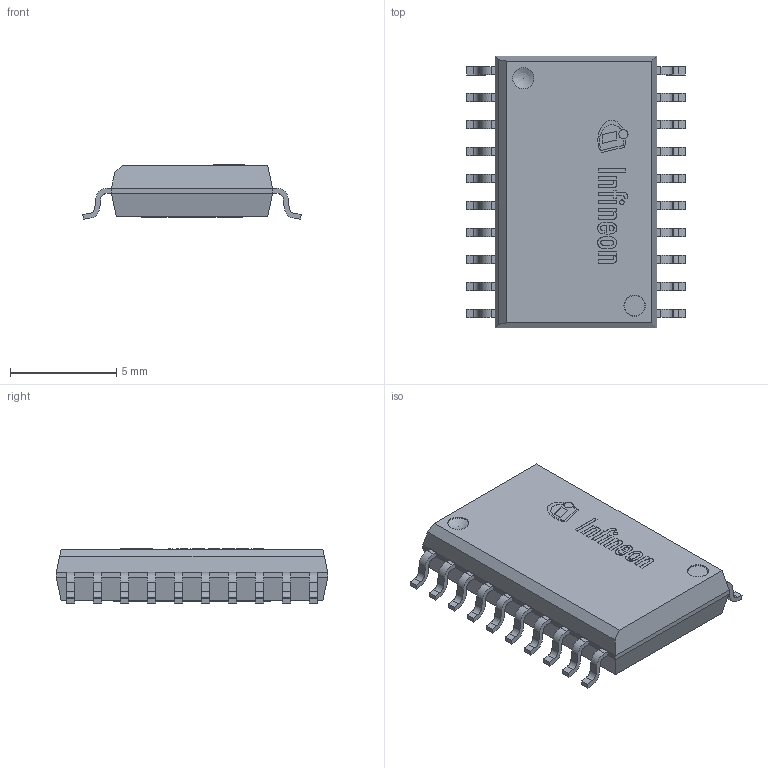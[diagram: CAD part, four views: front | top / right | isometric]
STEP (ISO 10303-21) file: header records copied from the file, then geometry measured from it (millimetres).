
FILE_DESCRIPTION(/* description */ (''),/* implementation_level */ '2;1');
FILE_NAME(/* name */ '1.stp',/* time_stamp */ '2024-05-08T17:29:39+05:30',/* author */ ('sivamani'),/* organization */ (''),/* preprocessor_version */ 'ST-DEVELOPER v19.2',/* originating_system */ 'AutoCAD Mechanical',/* authorisation */ '');
FILE_SCHEMA (('AUTOMOTIVE_DESIGN { 1 0 10303 214 3 1 1 }'));
Length unit declared in the file: millimetre
Products named in the file (1): Product
Bounding box: 10.3 x 12.8 x 2.56 mm (x, y, z)
Volume: 229.8 mm3; surface area: 796.1 mm2
Topology: 37 solids, 37 shells, 459 faces, 1143 edges, 761 vertices
Faces by surface type: plane 334, cylinder 101, bspline 19, sphere 3, torus 2
Full cylindrical faces by diameter (mm): 0.213 x1, 0.438 x1, 1 x5
Entity records: 13842 total; most frequent: CARTESIAN_POINT 2759, ORIENTED_EDGE 2284, DIRECTION 2195, EDGE_CURVE 1142, LINE 899, VECTOR 899, VERTEX_POINT 761, AXIS2_PLACEMENT_3D 648
